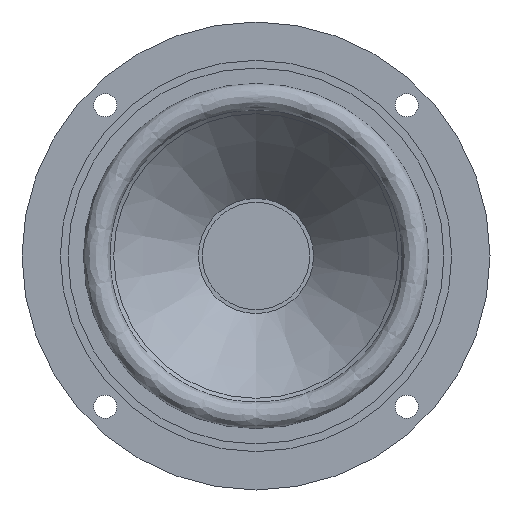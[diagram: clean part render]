
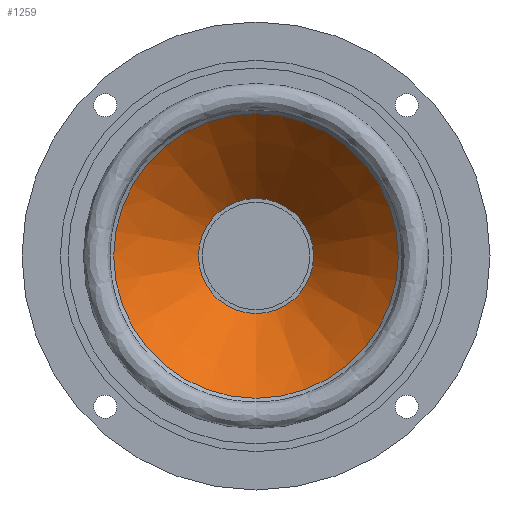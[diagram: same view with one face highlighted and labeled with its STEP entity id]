
A CAD part, front view. The second image highlights one B-rep face of the part: STEP entity #1259.
In plain terms, the highlighted conical face has half-angle 42.705 degrees and reference radius 15 mm.
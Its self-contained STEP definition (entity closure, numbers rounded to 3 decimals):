
#1170 = CONICAL_SURFACE('',#1171,37.459,0.825);
#1171 = AXIS2_PLACEMENT_3D('',#1172,#1173,#1174);
#1172 = CARTESIAN_POINT('',(0.,3.116,
    0.));
#1173 = DIRECTION('',(0.,1.,0.));
#1174 = DIRECTION('',(0.,0.,1.));
#1208 = EDGE_CURVE('',#1209,#1209,#1211,.T.);
#1209 = VERTEX_POINT('',#1210);
#1210 = CARTESIAN_POINT('',(0.,3.116,
    37.459));
#1211 = SURFACE_CURVE('',#1212,(#1217,#1224),.PCURVE_S1.);
#1212 = CIRCLE('',#1213,37.459);
#1213 = AXIS2_PLACEMENT_3D('',#1214,#1215,#1216);
#1214 = CARTESIAN_POINT('',(0.,3.116,
    0.));
#1215 = DIRECTION('',(0.,1.,0.));
#1216 = DIRECTION('',(0.,0.,1.));
#1217 = PCURVE('',#1170,#1218);
#1218 = DEFINITIONAL_REPRESENTATION('',(#1219),#1223);
#1219 = LINE('',#1220,#1221);
#1220 = CARTESIAN_POINT('',(0.,0.));
#1221 = VECTOR('',#1222,1.);
#1222 = DIRECTION('',(1.,0.));
#1223 = ( GEOMETRIC_REPRESENTATION_CONTEXT(2) 
PARAMETRIC_REPRESENTATION_CONTEXT() REPRESENTATION_CONTEXT('2D SPACE',''
  ) );
#1224 = PCURVE('',#1225,#1230);
#1225 = CONICAL_SURFACE('',#1226,15.,0.745);
#1226 = AXIS2_PLACEMENT_3D('',#1227,#1228,#1229);
#1227 = CARTESIAN_POINT('',(0.,27.45,
    0.));
#1228 = DIRECTION('',(0.,-1.,0.));
#1229 = DIRECTION('',(0.,0.,1.));
#1230 = DEFINITIONAL_REPRESENTATION('',(#1231),#1235);
#1231 = LINE('',#1232,#1233);
#1232 = CARTESIAN_POINT('',(0.,24.334));
#1233 = VECTOR('',#1234,1.);
#1234 = DIRECTION('',(-1.,0.));
#1235 = ( GEOMETRIC_REPRESENTATION_CONTEXT(2) 
PARAMETRIC_REPRESENTATION_CONTEXT() REPRESENTATION_CONTEXT('2D SPACE',''
  ) );
#1259 = ADVANCED_FACE('',(#1260),#1225,.F.);
#1260 = FACE_BOUND('',#1261,.T.);
#1261 = EDGE_LOOP('',(#1262,#1291,#1312,#1313));
#1262 = ORIENTED_EDGE('',*,*,#1263,.T.);
#1263 = EDGE_CURVE('',#1264,#1264,#1266,.T.);
#1264 = VERTEX_POINT('',#1265);
#1265 = CARTESIAN_POINT('',(0.,27.45,15.));
#1266 = SURFACE_CURVE('',#1267,(#1272,#1279),.PCURVE_S1.);
#1267 = CIRCLE('',#1268,15.);
#1268 = AXIS2_PLACEMENT_3D('',#1269,#1270,#1271);
#1269 = CARTESIAN_POINT('',(0.,27.45,
    0.));
#1270 = DIRECTION('',(0.,1.,0.));
#1271 = DIRECTION('',(0.,0.,1.));
#1272 = PCURVE('',#1225,#1273);
#1273 = DEFINITIONAL_REPRESENTATION('',(#1274),#1278);
#1274 = LINE('',#1275,#1276);
#1275 = CARTESIAN_POINT('',(0.,0.));
#1276 = VECTOR('',#1277,1.);
#1277 = DIRECTION('',(-1.,0.));
#1278 = ( GEOMETRIC_REPRESENTATION_CONTEXT(2) 
PARAMETRIC_REPRESENTATION_CONTEXT() REPRESENTATION_CONTEXT('2D SPACE',''
  ) );
#1279 = PCURVE('',#1280,#1285);
#1280 = PLANE('',#1281);
#1281 = AXIS2_PLACEMENT_3D('',#1282,#1283,#1284);
#1282 = CARTESIAN_POINT('',(0.,27.45,
    0.));
#1283 = DIRECTION('',(0.,1.,0.));
#1284 = DIRECTION('',(0.,0.,1.));
#1285 = DEFINITIONAL_REPRESENTATION('',(#1286),#1290);
#1286 = CIRCLE('',#1287,15.);
#1287 = AXIS2_PLACEMENT_2D('',#1288,#1289);
#1288 = CARTESIAN_POINT('',(0.,0.));
#1289 = DIRECTION('',(1.,0.));
#1290 = ( GEOMETRIC_REPRESENTATION_CONTEXT(2) 
PARAMETRIC_REPRESENTATION_CONTEXT() REPRESENTATION_CONTEXT('2D SPACE',''
  ) );
#1291 = ORIENTED_EDGE('',*,*,#1292,.T.);
#1292 = EDGE_CURVE('',#1264,#1209,#1293,.T.);
#1293 = SEAM_CURVE('',#1294,(#1298,#1305),.PCURVE_S1.);
#1294 = LINE('',#1295,#1296);
#1295 = CARTESIAN_POINT('',(0.,27.45,15.));
#1296 = VECTOR('',#1297,1.);
#1297 = DIRECTION('',(0.,-0.735,
    0.678));
#1298 = PCURVE('',#1225,#1299);
#1299 = DEFINITIONAL_REPRESENTATION('',(#1300),#1304);
#1300 = LINE('',#1301,#1302);
#1301 = CARTESIAN_POINT('',(0.,0.));
#1302 = VECTOR('',#1303,1.);
#1303 = DIRECTION('',(0.,1.));
#1304 = ( GEOMETRIC_REPRESENTATION_CONTEXT(2) 
PARAMETRIC_REPRESENTATION_CONTEXT() REPRESENTATION_CONTEXT('2D SPACE',''
  ) );
#1305 = PCURVE('',#1225,#1306);
#1306 = DEFINITIONAL_REPRESENTATION('',(#1307),#1311);
#1307 = LINE('',#1308,#1309);
#1308 = CARTESIAN_POINT('',(-6.283,0.));
#1309 = VECTOR('',#1310,1.);
#1310 = DIRECTION('',(0.,1.));
#1311 = ( GEOMETRIC_REPRESENTATION_CONTEXT(2) 
PARAMETRIC_REPRESENTATION_CONTEXT() REPRESENTATION_CONTEXT('2D SPACE',''
  ) );
#1312 = ORIENTED_EDGE('',*,*,#1208,.F.);
#1313 = ORIENTED_EDGE('',*,*,#1292,.F.);
